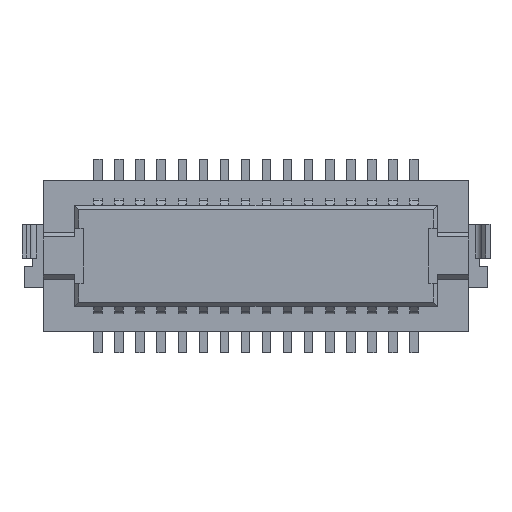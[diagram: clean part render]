
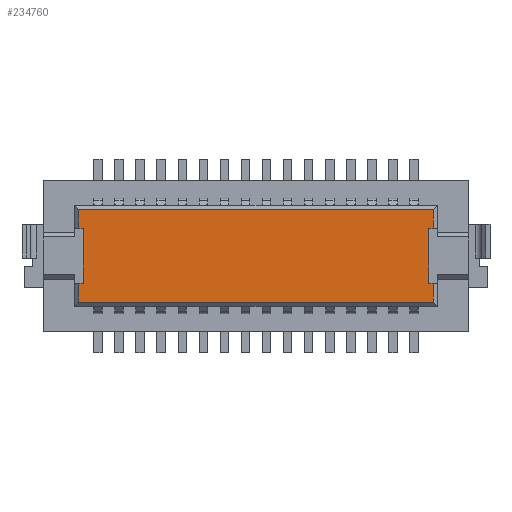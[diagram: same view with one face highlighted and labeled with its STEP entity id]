
A CAD part, top view. The second image highlights one B-rep face of the part: STEP entity #234760.
In plain terms, the highlighted planar face has unit normal (0, 0, 1).
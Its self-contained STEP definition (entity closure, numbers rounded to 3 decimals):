
#6710=CARTESIAN_POINT('',(-1.35,2.15,2.2));
#6720=VERTEX_POINT('',#6710);
#6750=CARTESIAN_POINT('',(1.5,2.15,2.2));
#6760=DIRECTION('',(1.,0.,0.));
#6770=VECTOR('',#6760,1.);
#6780=LINE('',#6750,#6770);
#6790=CARTESIAN_POINT('',(-1.25,2.15,2.2));
#6800=VERTEX_POINT('',#6790);
#6810=EDGE_CURVE('',#6720,#6800,#6780,.T.);
#9910=CARTESIAN_POINT('',(-1.35,0.4,2.2));
#9920=VERTEX_POINT('',#9910);
#10070=CARTESIAN_POINT('',(-1.35,0.85,2.2));
#10080=VERTEX_POINT('',#10070);
#10110=CARTESIAN_POINT('',(-1.35,0.625,2.2));
#10120=DIRECTION('',(0.,-1.,0.));
#10130=VECTOR('',#10120,1.);
#10140=LINE('',#10110,#10130);
#10150=EDGE_CURVE('',#10080,#9920,#10140,.T.);
#11200=CARTESIAN_POINT('',(-1.25,0.,2.2));
#11210=DIRECTION('',(0.,-1.,0.));
#11220=VECTOR('',#11210,1.);
#11230=LINE('',#11200,#11220);
#11240=CARTESIAN_POINT('',(-1.25,0.85,2.2));
#11250=VERTEX_POINT('',#11240);
#11260=EDGE_CURVE('',#6800,#11250,#11230,.T.);
#19230=CARTESIAN_POINT('',(1.5,0.85,2.2));
#19240=DIRECTION('',(-1.,0.,0.));
#19250=VECTOR('',#19240,1.);
#19260=LINE('',#19230,#19250);
#19270=EDGE_CURVE('',#11250,#10080,#19260,.T.);
#25900=CARTESIAN_POINT('',(-1.35,2.6,2.2));
#25910=VERTEX_POINT('',#25900);
#25940=CARTESIAN_POINT('',(-1.35,2.375,2.2));
#25950=DIRECTION('',(0.,-1.,0.));
#25960=VECTOR('',#25950,1.);
#25970=LINE('',#25940,#25960);
#25980=EDGE_CURVE('',#25910,#6720,#25970,.T.);
#234040=CARTESIAN_POINT('',(7.05,2.6,2.2));
#234050=VERTEX_POINT('',#234040);
#234080=CARTESIAN_POINT('',(1.5,2.6,2.2));
#234090=DIRECTION('',(1.,0.,0.));
#234100=VECTOR('',#234090,1.);
#234110=LINE('',#234080,#234100);
#234120=EDGE_CURVE('',#25910,#234050,#234110,.T.);
#234170=CARTESIAN_POINT('',(4.5,0.,2.2));
#234180=DIRECTION('',(0.,0.,1.));
#234190=DIRECTION('',(1.,0.,0.));
#234200=AXIS2_PLACEMENT_3D('',#234170,#234180,#234190);
#234210=PLANE('',#234200);
#234220=ORIENTED_EDGE('',*,*,#10150,.T.);
#234230=ORIENTED_EDGE('',*,*,#19270,.T.);
#234240=ORIENTED_EDGE('',*,*,#11260,.T.);
#234250=ORIENTED_EDGE('',*,*,#6810,.T.);
#234260=ORIENTED_EDGE('',*,*,#25980,.T.);
#234270=ORIENTED_EDGE('',*,*,#234120,.F.);
#234280=CARTESIAN_POINT('',(7.05,2.375,2.2));
#234290=DIRECTION('',(0.,1.,0.));
#234300=VECTOR('',#234290,1.);
#234310=LINE('',#234280,#234300);
#234320=CARTESIAN_POINT('',(7.05,2.15,2.2));
#234330=VERTEX_POINT('',#234320);
#234340=EDGE_CURVE('',#234330,#234050,#234310,.T.);
#234350=ORIENTED_EDGE('',*,*,#234340,.T.);
#234360=CARTESIAN_POINT('',(4.5,2.15,2.2));
#234370=DIRECTION('',(1.,0.,0.));
#234380=VECTOR('',#234370,1.);
#234390=LINE('',#234360,#234380);
#234400=CARTESIAN_POINT('',(6.95,2.15,2.2));
#234410=VERTEX_POINT('',#234400);
#234420=EDGE_CURVE('',#234410,#234330,#234390,.T.);
#234430=ORIENTED_EDGE('',*,*,#234420,.T.);
#234440=CARTESIAN_POINT('',(6.95,0.,2.2));
#234450=DIRECTION('',(0.,1.,0.));
#234460=VECTOR('',#234450,1.);
#234470=LINE('',#234440,#234460);
#234480=CARTESIAN_POINT('',(6.95,0.85,2.2));
#234490=VERTEX_POINT('',#234480);
#234500=EDGE_CURVE('',#234490,#234410,#234470,.T.);
#234510=ORIENTED_EDGE('',*,*,#234500,.T.);
#234520=CARTESIAN_POINT('',(4.5,0.85,2.2));
#234530=DIRECTION('',(-1.,0.,0.));
#234540=VECTOR('',#234530,1.);
#234550=LINE('',#234520,#234540);
#234560=CARTESIAN_POINT('',(7.05,0.85,2.2));
#234570=VERTEX_POINT('',#234560);
#234580=EDGE_CURVE('',#234570,#234490,#234550,.T.);
#234590=ORIENTED_EDGE('',*,*,#234580,.T.);
#234600=CARTESIAN_POINT('',(7.05,0.625,2.2));
#234610=DIRECTION('',(0.,1.,0.));
#234620=VECTOR('',#234610,1.);
#234630=LINE('',#234600,#234620);
#234640=CARTESIAN_POINT('',(7.05,0.4,2.2));
#234650=VERTEX_POINT('',#234640);
#234660=EDGE_CURVE('',#234650,#234570,#234630,.T.);
#234670=ORIENTED_EDGE('',*,*,#234660,.T.);
#234680=CARTESIAN_POINT('',(1.5,0.4,2.2));
#234690=DIRECTION('',(1.,0.,0.));
#234700=VECTOR('',#234690,1.);
#234710=LINE('',#234680,#234700);
#234720=EDGE_CURVE('',#9920,#234650,#234710,.T.);
#234730=ORIENTED_EDGE('',*,*,#234720,.T.);
#234740=EDGE_LOOP('',(#234730,#234670,#234590,#234510,#234430,#234350,
#234270,#234260,#234250,#234240,#234230,#234220));
#234750=FACE_OUTER_BOUND('',#234740,.T.);
#234760=ADVANCED_FACE('',(#234750),#234210,.T.);
